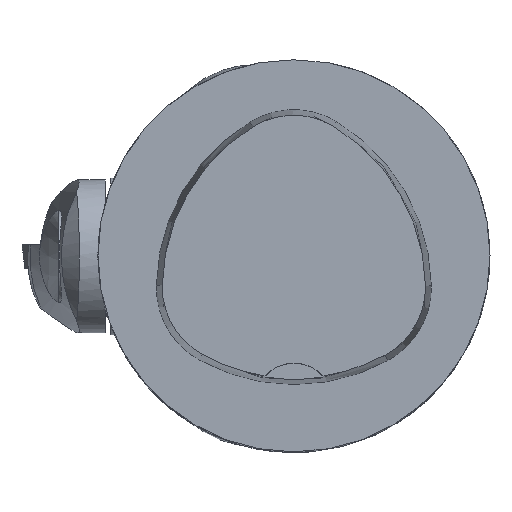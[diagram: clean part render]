
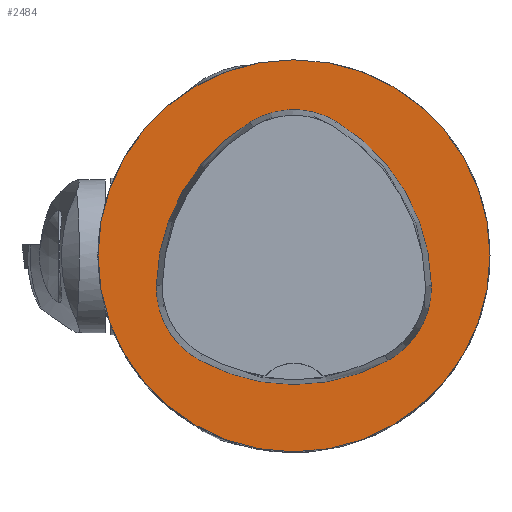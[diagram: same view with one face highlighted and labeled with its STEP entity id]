
A CAD part, top view. The second image highlights one B-rep face of the part: STEP entity #2484.
In plain terms, the highlighted planar face has unit normal (0, 0, 1).
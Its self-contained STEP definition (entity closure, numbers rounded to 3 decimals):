
#1783=PLANE('',#8144);
#2484=ADVANCED_FACE('',(#2965,#2966),#1783,.T.);
#2965=FACE_BOUND('',#3095,.T.);
#2966=FACE_BOUND('',#3096,.T.);
#3095=EDGE_LOOP('',(#3864,#3865,#3866,#3867,#3868,#3869));
#3096=EDGE_LOOP('',(#3870));
#3864=ORIENTED_EDGE('',*,*,#6861,.T.);
#3865=ORIENTED_EDGE('',*,*,#6841,.T.);
#3866=ORIENTED_EDGE('',*,*,#6845,.T.);
#3867=ORIENTED_EDGE('',*,*,#6848,.T.);
#3868=ORIENTED_EDGE('',*,*,#6851,.T.);
#3869=ORIENTED_EDGE('',*,*,#6859,.T.);
#3870=ORIENTED_EDGE('',*,*,#6585,.F.);
#5816=VERTEX_POINT('',#10913);
#6067=VERTEX_POINT('',#11508);
#6068=VERTEX_POINT('',#11509);
#6071=VERTEX_POINT('',#11517);
#6073=VERTEX_POINT('',#11523);
#6075=VERTEX_POINT('',#11529);
#6082=VERTEX_POINT('',#11550);
#6585=EDGE_CURVE('',#5816,#5816,#7708,.T.);
#6841=EDGE_CURVE('',#6067,#6068,#7773,.T.);
#6845=EDGE_CURVE('',#6068,#6071,#7775,.T.);
#6848=EDGE_CURVE('',#6071,#6073,#7777,.T.);
#6851=EDGE_CURVE('',#6073,#6075,#7779,.T.);
#6859=EDGE_CURVE('',#6075,#6082,#7783,.T.);
#6861=EDGE_CURVE('',#6082,#6067,#7785,.T.);
#7708=CIRCLE('',#8030,20.);
#7773=CIRCLE('',#8122,20.);
#7775=CIRCLE('',#8125,8.5);
#7777=CIRCLE('',#8128,20.);
#7779=CIRCLE('',#8131,8.5);
#7783=CIRCLE('',#8136,20.);
#7785=CIRCLE('',#8139,8.5);
#8030=AXIS2_PLACEMENT_3D('',#10912,#8744,#8745);
#8122=AXIS2_PLACEMENT_3D('',#11507,#9096,#9097);
#8125=AXIS2_PLACEMENT_3D('',#11516,#9104,#9105);
#8128=AXIS2_PLACEMENT_3D('',#11522,#9111,#9112);
#8131=AXIS2_PLACEMENT_3D('',#11528,#9118,#9119);
#8136=AXIS2_PLACEMENT_3D('',#11551,#9130,#9131);
#8139=AXIS2_PLACEMENT_3D('',#11554,#9136,#9137);
#8144=AXIS2_PLACEMENT_3D('',#11559,#9146,#9147);
#8744=DIRECTION('',(0.,0.,-1.));
#8745=DIRECTION('',(-1.,0.,0.));
#9096=DIRECTION('',(0.,0.,-1.));
#9097=DIRECTION('',(-1.,0.,0.));
#9104=DIRECTION('',(0.,0.,-1.));
#9105=DIRECTION('',(-1.,0.,0.));
#9111=DIRECTION('',(0.,0.,-1.));
#9112=DIRECTION('',(-1.,0.,0.));
#9118=DIRECTION('',(0.,0.,-1.));
#9119=DIRECTION('',(-1.,0.,0.));
#9130=DIRECTION('',(0.,0.,-1.));
#9131=DIRECTION('',(-1.,0.,0.));
#9136=DIRECTION('',(0.,0.,-1.));
#9137=DIRECTION('',(-1.,0.,0.));
#9146=DIRECTION('',(0.,0.,1.));
#9147=DIRECTION('',(1.,0.,0.));
#10912=CARTESIAN_POINT('',(0.,0.,0.));
#10913=CARTESIAN_POINT('',(-20.,0.,0.));
#11507=CARTESIAN_POINT('',(5.955,-3.414,0.));
#11508=CARTESIAN_POINT('',(-14.041,-3.042,0.));
#11509=CARTESIAN_POINT('',(-4.472,13.653,0.));
#11516=CARTESIAN_POINT('',(-0.04,6.4,0.));
#11517=CARTESIAN_POINT('',(4.347,13.68,0.));
#11522=CARTESIAN_POINT('',(-5.976,-3.45,0.));
#11523=CARTESIAN_POINT('',(14.021,-3.075,0.));
#11528=CARTESIAN_POINT('',(5.522,-3.235,0.));
#11529=CARTESIAN_POINT('',(9.588,-10.699,0.));
#11550=CARTESIAN_POINT('',(-9.655,-10.639,0.));
#11551=CARTESIAN_POINT('',(0.022,6.864,0.));
#11554=CARTESIAN_POINT('',(-5.543,-3.2,0.));
#11559=CARTESIAN_POINT('',(0.,0.,0.));
